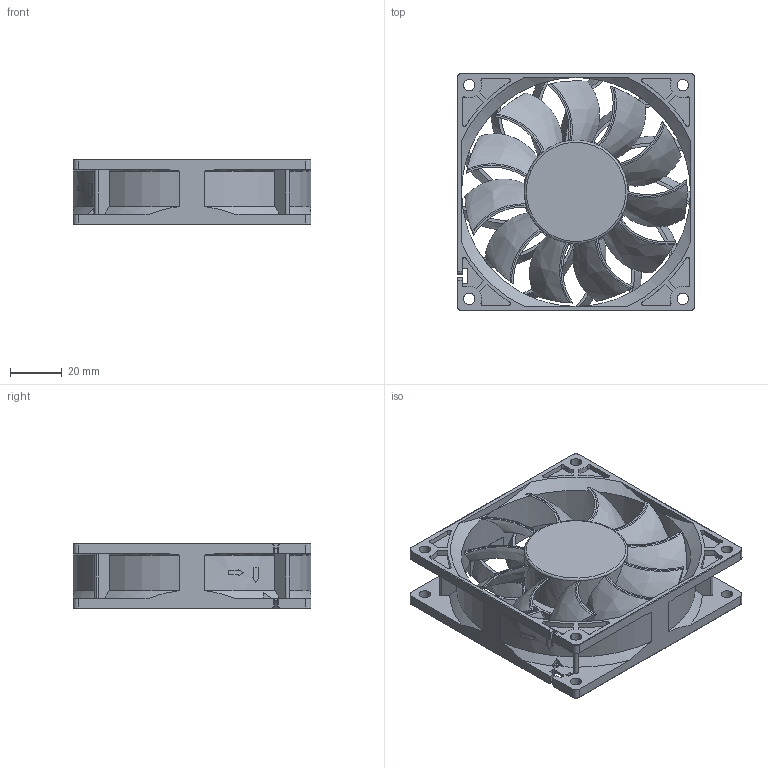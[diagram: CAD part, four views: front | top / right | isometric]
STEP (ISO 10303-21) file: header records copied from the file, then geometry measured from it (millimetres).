
FILE_DESCRIPTION((''),'2;1');
FILE_NAME('9225-2_ASM_ASM','2019-12-06T',('Administrator'),(''),'PRO/ENGINEER BY PARAMETRIC TECHNOLOGY CORPORATION, 2009440','PRO/ENGINEER BY PARAMETRIC TECHNOLOGY CORPORATION, 2009440','');
FILE_SCHEMA(('CONFIG_CONTROL_DESIGN'));
Length unit declared in the file: millimetre
Products named in the file (7): 9225KU20121214_1; 9225YE_1; 3____________1_1; ASM0005_ASM_1_ASM; 9225YE-20121214_ASM_1_ASM; 9225-2_ASM_1_ASM; 9225-2_ASM_ASM
Assembly tree (6 placements, depth 5):
  9225-2_ASM_ASM
    9225-2_ASM_1_ASM
      9225KU20121214_1
      9225YE-20121214_ASM_1_ASM
        ASM0005_ASM_1_ASM
          9225YE_1
          3____________1_1
Bounding box: 92 x 92 x 25.2 mm (x, y, z)
Volume: 37451.5 mm3; surface area: 51976.9 mm2
Topology: 3 solids, 3 shells, 587 faces, 1702 edges, 1134 vertices
Faces by surface type: plane 165, cylinder 163, cone 111, bspline 109, torus 31, extrusion 8
Entity records: 28391 total; most frequent: CARTESIAN_POINT 13488, ORIENTED_EDGE 3404, DIRECTION 2724, EDGE_CURVE 1702, VERTEX_POINT 1134, AXIS2_PLACEMENT_3D 1110, EDGE_LOOP 656, CIRCLE 622
